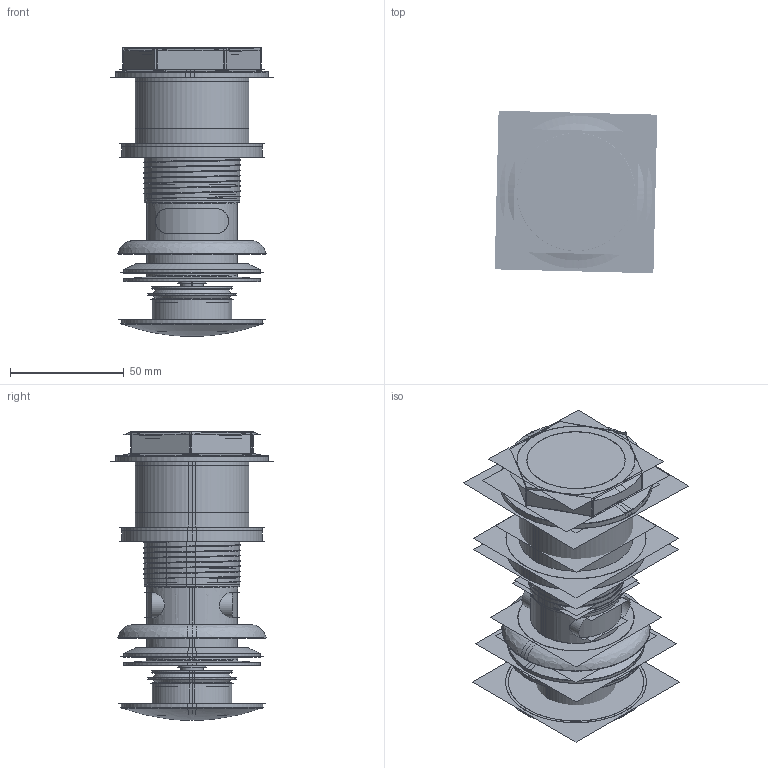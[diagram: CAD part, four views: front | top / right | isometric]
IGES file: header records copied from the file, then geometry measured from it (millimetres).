
Start section:  PTC IGES file: sl6210-13BSBSW0104C_asm.igs
Global section: file name: sl6210-13BSBSW0104C_asm.igs; native system: Pro/ENGINEER by Parametric Technology Corporation; preprocessor: 2010280; author: Administrator; organization: Unknown; date: 20191205.143756; units: millimetre
Bounding box: 71.44 x 71.39 x 126.79 mm (x, y, z)
Volume: 75730 mm3; surface area: 676668.9 mm2
Topology: 8 solids, 8 shells, 824 faces, 4220 edges, 5384 vertices
Faces by surface type: revolution 518, bspline 306
